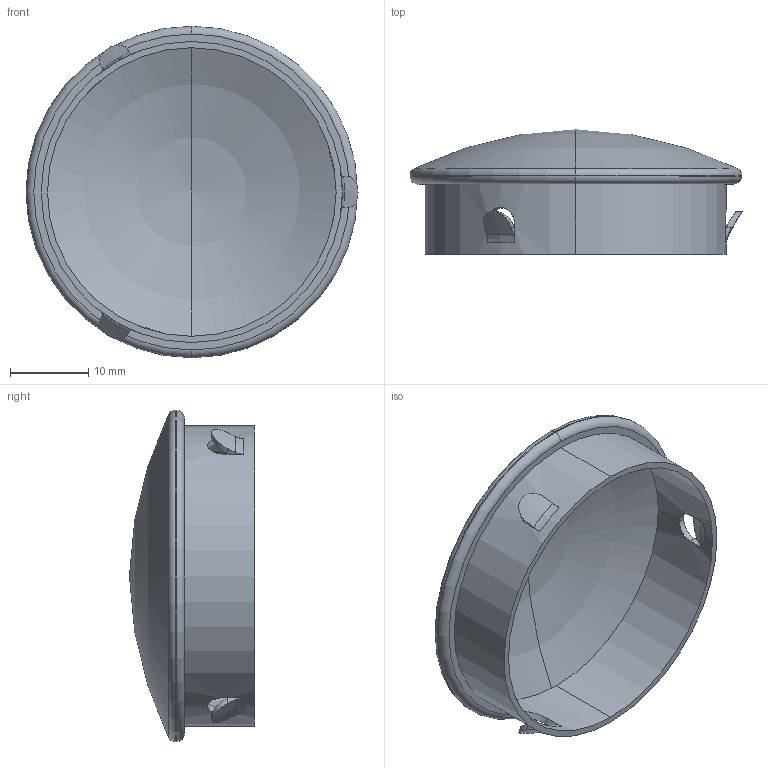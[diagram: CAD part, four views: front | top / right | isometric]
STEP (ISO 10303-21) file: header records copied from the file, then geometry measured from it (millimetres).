
FILE_DESCRIPTION (( 'STEP AP214' ), '1' );
FILE_NAME ('àðò. KRT606.STEP', '2014-06-04T18:24:58', ( '' ), ( '' ), 'SwSTEP 2.0', 'SolidWorks 2014', '' );
FILE_SCHEMA (( 'AUTOMOTIVE_DESIGN' ));
Length unit declared in the file: millimetre
Products named in the file (1): àðò. KRT606
Bounding box: 42.45 x 16 x 42.4 mm (x, y, z)
Volume: 2306 mm3; surface area: 5911.6 mm2
Topology: 1 solids, 1 shells, 59 faces, 150 edges, 92 vertices
Faces by surface type: cylinder 20, plane 15, torus 12, bspline 12
Entity records: 2190 total; most frequent: CARTESIAN_POINT 858, ORIENTED_EDGE 292, DIRECTION 230, EDGE_CURVE 146, VERTEX_POINT 92, AXIS2_PLACEMENT_3D 84, EDGE_LOOP 68, LINE 62
